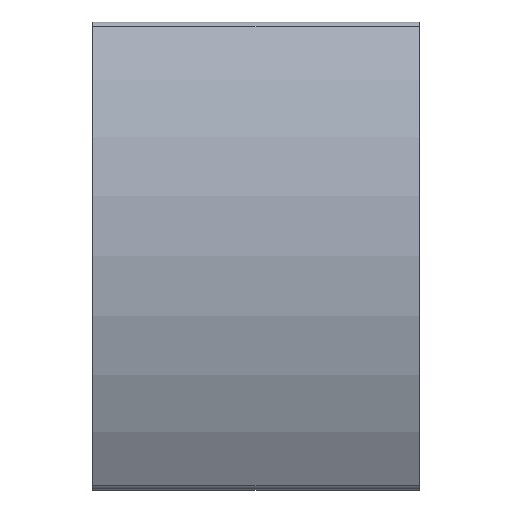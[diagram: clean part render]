
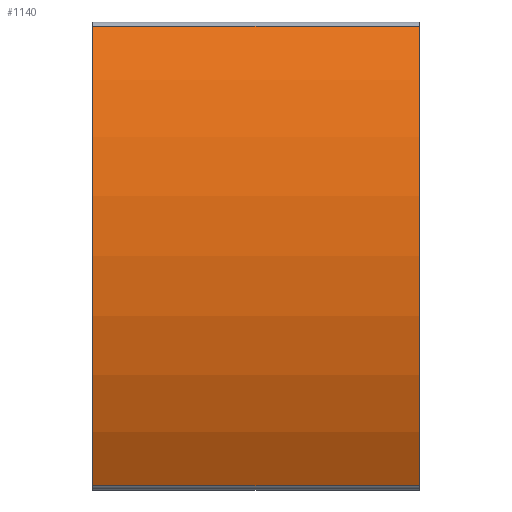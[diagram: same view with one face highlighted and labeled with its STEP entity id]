
A CAD part, top view. The second image highlights one B-rep face of the part: STEP entity #1140.
In plain terms, the highlighted cylindrical face has radius 29 mm (diameter 58 mm), a partial arc.
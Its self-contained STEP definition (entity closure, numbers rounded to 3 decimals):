
#44 = PLANE('',#45);
#45 = AXIS2_PLACEMENT_3D('',#46,#47,#48);
#46 = CARTESIAN_POINT('',(20.,0.,22.519));
#47 = DIRECTION('',(1.,0.,0.));
#48 = DIRECTION('',(0.,0.,1.));
#72 = CYLINDRICAL_SURFACE('',#73,0.5);
#73 = AXIS2_PLACEMENT_3D('',#74,#75,#76);
#74 = CARTESIAN_POINT('',(0.,13.815,
    24.928));
#75 = DIRECTION('',(-1.,0.,0.));
#76 = DIRECTION('',(0.,1.,0.));
#100 = PLANE('',#101);
#101 = AXIS2_PLACEMENT_3D('',#102,#103,#104);
#102 = CARTESIAN_POINT('',(0.,0.,
    22.519));
#103 = DIRECTION('',(1.,0.,0.));
#104 = DIRECTION('',(0.,0.,1.));
#279 = VERTEX_POINT('',#280);
#280 = CARTESIAN_POINT('',(20.,14.057,25.365));
#302 = EDGE_CURVE('',#279,#303,#305,.T.);
#303 = VERTEX_POINT('',#304);
#304 = CARTESIAN_POINT('',(20.,-14.057,25.365));
#305 = SURFACE_CURVE('',#306,(#311,#318),.PCURVE_S1.);
#306 = CIRCLE('',#307,29.);
#307 = AXIS2_PLACEMENT_3D('',#308,#309,#310);
#308 = CARTESIAN_POINT('',(20.,0.,0.));
#309 = DIRECTION('',(1.,0.,0.));
#310 = DIRECTION('',(0.,1.,0.));
#311 = PCURVE('',#44,#312);
#312 = DEFINITIONAL_REPRESENTATION('',(#313),#317);
#313 = CIRCLE('',#314,29.);
#314 = AXIS2_PLACEMENT_2D('',#315,#316);
#315 = CARTESIAN_POINT('',(-22.519,0.));
#316 = DIRECTION('',(0.,-1.));
#317 = ( GEOMETRIC_REPRESENTATION_CONTEXT(2) 
PARAMETRIC_REPRESENTATION_CONTEXT() REPRESENTATION_CONTEXT('2D SPACE',''
  ) );
#318 = PCURVE('',#319,#324);
#319 = CYLINDRICAL_SURFACE('',#320,29.);
#320 = AXIS2_PLACEMENT_3D('',#321,#322,#323);
#321 = CARTESIAN_POINT('',(0.,0.,0.));
#322 = DIRECTION('',(-1.,0.,0.));
#323 = DIRECTION('',(0.,1.,0.));
#324 = DEFINITIONAL_REPRESENTATION('',(#325),#329);
#325 = LINE('',#326,#327);
#326 = CARTESIAN_POINT('',(-0.,-20.));
#327 = VECTOR('',#328,1.);
#328 = DIRECTION('',(-1.,0.));
#329 = ( GEOMETRIC_REPRESENTATION_CONTEXT(2) 
PARAMETRIC_REPRESENTATION_CONTEXT() REPRESENTATION_CONTEXT('2D SPACE',''
  ) );
#348 = CYLINDRICAL_SURFACE('',#349,0.5);
#349 = AXIS2_PLACEMENT_3D('',#350,#351,#352);
#350 = CARTESIAN_POINT('',(0.,-13.815,
    24.928));
#351 = DIRECTION('',(-1.,0.,0.));
#352 = DIRECTION('',(0.,1.,0.));
#470 = EDGE_CURVE('',#471,#279,#473,.T.);
#471 = VERTEX_POINT('',#472);
#472 = CARTESIAN_POINT('',(0.,14.057,
    25.365));
#473 = SURFACE_CURVE('',#474,(#478,#485),.PCURVE_S1.);
#474 = LINE('',#475,#476);
#475 = CARTESIAN_POINT('',(0.,14.057,
    25.365));
#476 = VECTOR('',#477,1.);
#477 = DIRECTION('',(1.,0.,0.));
#478 = PCURVE('',#72,#479);
#479 = DEFINITIONAL_REPRESENTATION('',(#480),#484);
#480 = LINE('',#481,#482);
#481 = CARTESIAN_POINT('',(-7.348,0.));
#482 = VECTOR('',#483,1.);
#483 = DIRECTION('',(-0.,-1.));
#484 = ( GEOMETRIC_REPRESENTATION_CONTEXT(2) 
PARAMETRIC_REPRESENTATION_CONTEXT() REPRESENTATION_CONTEXT('2D SPACE',''
  ) );
#485 = PCURVE('',#319,#486);
#486 = DEFINITIONAL_REPRESENTATION('',(#487),#491);
#487 = LINE('',#488,#489);
#488 = CARTESIAN_POINT('',(-1.065,0.));
#489 = VECTOR('',#490,1.);
#490 = DIRECTION('',(-0.,-1.));
#491 = ( GEOMETRIC_REPRESENTATION_CONTEXT(2) 
PARAMETRIC_REPRESENTATION_CONTEXT() REPRESENTATION_CONTEXT('2D SPACE',''
  ) );
#814 = EDGE_CURVE('',#471,#815,#817,.T.);
#815 = VERTEX_POINT('',#816);
#816 = CARTESIAN_POINT('',(0.,-14.057,
    25.365));
#817 = SURFACE_CURVE('',#818,(#823,#830),.PCURVE_S1.);
#818 = CIRCLE('',#819,29.);
#819 = AXIS2_PLACEMENT_3D('',#820,#821,#822);
#820 = CARTESIAN_POINT('',(0.,0.,0.));
#821 = DIRECTION('',(1.,0.,0.));
#822 = DIRECTION('',(0.,1.,0.));
#823 = PCURVE('',#100,#824);
#824 = DEFINITIONAL_REPRESENTATION('',(#825),#829);
#825 = CIRCLE('',#826,29.);
#826 = AXIS2_PLACEMENT_2D('',#827,#828);
#827 = CARTESIAN_POINT('',(-22.519,0.));
#828 = DIRECTION('',(0.,-1.));
#829 = ( GEOMETRIC_REPRESENTATION_CONTEXT(2) 
PARAMETRIC_REPRESENTATION_CONTEXT() REPRESENTATION_CONTEXT('2D SPACE',''
  ) );
#830 = PCURVE('',#319,#831);
#831 = DEFINITIONAL_REPRESENTATION('',(#832),#836);
#832 = LINE('',#833,#834);
#833 = CARTESIAN_POINT('',(-0.,0.));
#834 = VECTOR('',#835,1.);
#835 = DIRECTION('',(-1.,0.));
#836 = ( GEOMETRIC_REPRESENTATION_CONTEXT(2) 
PARAMETRIC_REPRESENTATION_CONTEXT() REPRESENTATION_CONTEXT('2D SPACE',''
  ) );
#1117 = EDGE_CURVE('',#815,#303,#1118,.T.);
#1118 = SURFACE_CURVE('',#1119,(#1123,#1130),.PCURVE_S1.);
#1119 = LINE('',#1120,#1121);
#1120 = CARTESIAN_POINT('',(0.,-14.057,
    25.365));
#1121 = VECTOR('',#1122,1.);
#1122 = DIRECTION('',(1.,0.,0.));
#1123 = PCURVE('',#348,#1124);
#1124 = DEFINITIONAL_REPRESENTATION('',(#1125),#1129);
#1125 = LINE('',#1126,#1127);
#1126 = CARTESIAN_POINT('',(-2.077,0.));
#1127 = VECTOR('',#1128,1.);
#1128 = DIRECTION('',(-0.,-1.));
#1129 = ( GEOMETRIC_REPRESENTATION_CONTEXT(2) 
PARAMETRIC_REPRESENTATION_CONTEXT() REPRESENTATION_CONTEXT('2D SPACE',''
  ) );
#1130 = PCURVE('',#319,#1131);
#1131 = DEFINITIONAL_REPRESENTATION('',(#1132),#1136);
#1132 = LINE('',#1133,#1134);
#1133 = CARTESIAN_POINT('',(-2.077,0.));
#1134 = VECTOR('',#1135,1.);
#1135 = DIRECTION('',(-0.,-1.));
#1136 = ( GEOMETRIC_REPRESENTATION_CONTEXT(2) 
PARAMETRIC_REPRESENTATION_CONTEXT() REPRESENTATION_CONTEXT('2D SPACE',''
  ) );
#1140 = ADVANCED_FACE('',(#1141),#319,.T.);
#1141 = FACE_BOUND('',#1142,.F.);
#1142 = EDGE_LOOP('',(#1143,#1144,#1145,#1146));
#1143 = ORIENTED_EDGE('',*,*,#470,.T.);
#1144 = ORIENTED_EDGE('',*,*,#302,.T.);
#1145 = ORIENTED_EDGE('',*,*,#1117,.F.);
#1146 = ORIENTED_EDGE('',*,*,#814,.F.);
